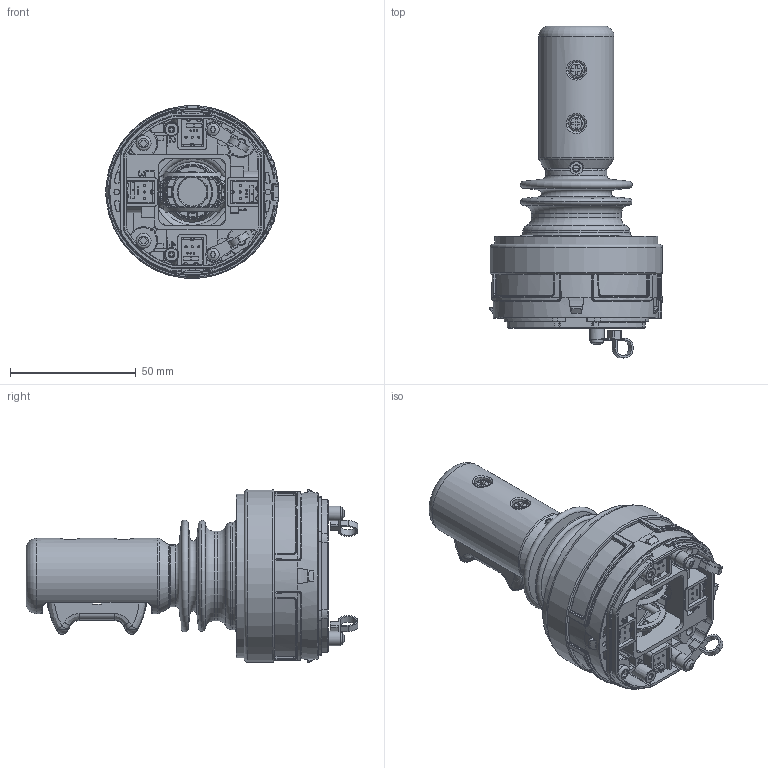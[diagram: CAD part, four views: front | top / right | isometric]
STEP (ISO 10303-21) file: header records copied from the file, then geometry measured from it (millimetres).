
FILE_DESCRIPTION((''),'2;1');
FILE_NAME('otto_JHM_3d_drawing.stp','2014-01-09T16:16:19',('JGraham'),(''),'Autodesk Inventor 2012','Autodesk Inventor 2012','');
FILE_SCHEMA(('AUTOMOTIVE_DESIGN { 1 0 10303 214 1 1 1 1 }'));
Length unit declared in the file: inch
Products named in the file (4): otto_JHM_3d_drawing; JHM-00001_SW0001_1; JHM-00001_SW0001_2; JHM-00001_SW0001_3
Assembly tree (3 placements, depth 2):
  otto_JHM_3d_drawing
    JHM-00001_SW0001_1
    JHM-00001_SW0001_2
    JHM-00001_SW0001_3
Bounding box: 68.83 x 132.08 x 69.08 mm (x, y, z)
Volume: 6139.7 mm3; surface area: 72896 mm2
Topology: 2 solids, 3 shells, 3182 faces, 8411 edges, 5231 vertices
Faces by surface type: plane 1474, cylinder 631, bspline 613, cone 240, torus 170, sphere 54
Full cylindrical faces by diameter (mm): 0.61 x12, 0.864 x12, 2.159 x4, 2.459 x1, 2.997 x8, 3.48 x4, 4.72 x3, 4.741 x1, 4.826 x2, 5.842 x2, 5.994 x8, 6.782 x4, 12.751 x2, 19.304 x2, 22.098 x1, 24.384 x1, 29.972 x1, 34.29 x1, 35.814 x1, 41.148 x1, 42.926 x1, 44.45 x2, 45.009 x1, 64.999 x1, 66.294 x1, 68.834 x1
Entity records: 145464 total; most frequent: CARTESIAN_POINT 71391, ORIENTED_EDGE 16304, DIRECTION 14084, EDGE_CURVE 8152, VERTEX_POINT 5173, AXIS2_PLACEMENT_3D 4929, VECTOR 4226, LINE 4226
